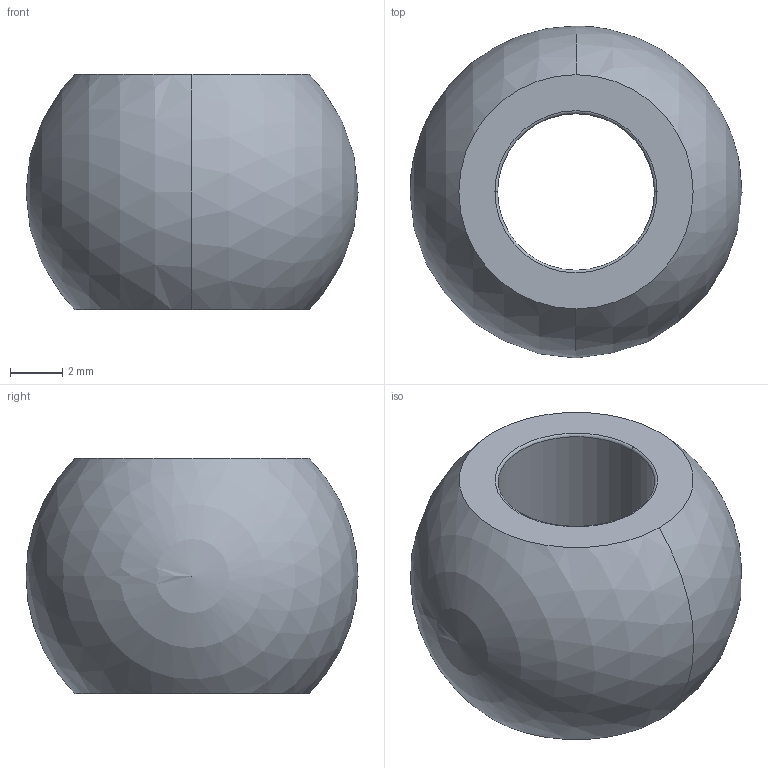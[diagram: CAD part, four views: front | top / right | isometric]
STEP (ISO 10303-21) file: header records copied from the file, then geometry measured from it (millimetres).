
FILE_DESCRIPTION (( 'STEP AP203' ), '1' );
FILE_NAME ('joint-145910-DEBearings_145910-DEBearings_sldprt.STEP', '2024-02-26T22:17:51', ( '' ), ( '' ), 'SwSTEP 2.0', 'SolidWorks 2023', '' );
FILE_SCHEMA (( 'CONFIG_CONTROL_DESIGN' ));
Length unit declared in the file: millimetre
Products named in the file (1): joint-145910-DEBearings_145910-DEBearings_sldprt
Bounding box: 12.7 x 12.7 x 9 mm (x, y, z)
Volume: 694.7 mm3; surface area: 596.7 mm2
Topology: 1 solids, 1 shells, 10 faces, 25 edges, 15 vertices
Faces by surface type: torus 4, cylinder 2, sphere 2, plane 2
Entity records: 351 total; most frequent: DIRECTION 60, CARTESIAN_POINT 43, ORIENTED_EDGE 40, AXIS2_PLACEMENT_3D 29, EDGE_CURVE 20, CIRCLE 18, VERTEX_POINT 12, EDGE_LOOP 12
